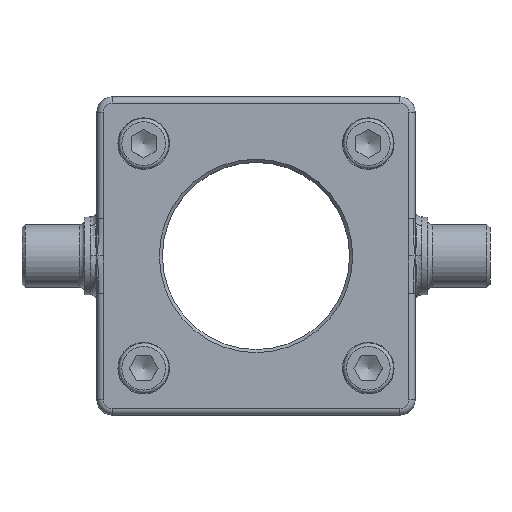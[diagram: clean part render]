
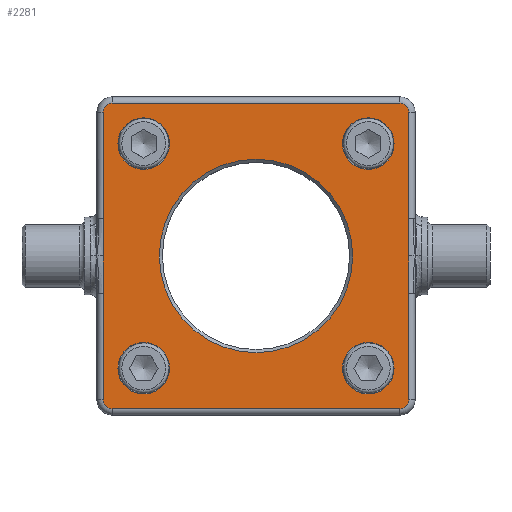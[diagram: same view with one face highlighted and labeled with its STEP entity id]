
A CAD part, top view. The second image highlights one B-rep face of the part: STEP entity #2281.
In plain terms, the highlighted planar face has unit normal (0, 0, 1).
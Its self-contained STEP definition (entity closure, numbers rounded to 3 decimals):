
#69=FACE_BOUND('',#334,.T.);
#70=FACE_BOUND('',#335,.T.);
#71=FACE_BOUND('',#336,.T.);
#72=FACE_BOUND('',#337,.T.);
#73=FACE_BOUND('',#338,.T.);
#87=PLANE('',#2446);
#199=FACE_OUTER_BOUND('',#333,.T.);
#333=EDGE_LOOP('',(#1543,#1544,#1545,#1546,#1547,#1548,#1549,#1550,#1551,
#1552,#1553,#1554,#1555,#1556));
#334=EDGE_LOOP('',(#1557,#1558));
#335=EDGE_LOOP('',(#1559,#1560));
#336=EDGE_LOOP('',(#1561,#1562));
#337=EDGE_LOOP('',(#1563,#1564));
#338=EDGE_LOOP('',(#1565));
#486=CIRCLE('',#2445,31.);
#487=CIRCLE('',#2447,3.);
#488=CIRCLE('',#2448,3.);
#489=CIRCLE('',#2449,3.);
#490=CIRCLE('',#2450,3.);
#491=CIRCLE('',#2451,8.25);
#492=CIRCLE('',#2452,8.25);
#493=CIRCLE('',#2453,8.25);
#494=CIRCLE('',#2454,8.25);
#495=CIRCLE('',#2455,8.25);
#496=CIRCLE('',#2456,8.25);
#497=CIRCLE('',#2457,8.25);
#498=CIRCLE('',#2458,8.25);
#615=LINE('',#3448,#732);
#616=LINE('',#3552,#733);
#617=LINE('',#5014,#734);
#618=LINE('',#5091,#735);
#636=LINE('',#5354,#753);
#637=LINE('',#5358,#754);
#638=LINE('',#5361,#755);
#639=LINE('',#5363,#756);
#640=LINE('',#5367,#757);
#641=LINE('',#5370,#758);
#732=VECTOR('',#2685,10.);
#733=VECTOR('',#2690,10.);
#734=VECTOR('',#2709,10.);
#735=VECTOR('',#2714,10.);
#753=VECTOR('',#2768,10.);
#754=VECTOR('',#2771,10.);
#755=VECTOR('',#2774,10.);
#756=VECTOR('',#2775,10.);
#757=VECTOR('',#2778,10.);
#758=VECTOR('',#2781,10.);
#886=VERTEX_POINT('',#3438);
#887=VERTEX_POINT('',#3447);
#889=VERTEX_POINT('',#3550);
#910=VERTEX_POINT('',#5004);
#911=VERTEX_POINT('',#5013);
#913=VERTEX_POINT('',#5089);
#948=VERTEX_POINT('',#5349);
#949=VERTEX_POINT('',#5353);
#950=VERTEX_POINT('',#5355);
#951=VERTEX_POINT('',#5357);
#952=VERTEX_POINT('',#5359);
#953=VERTEX_POINT('',#5362);
#954=VERTEX_POINT('',#5364);
#955=VERTEX_POINT('',#5366);
#956=VERTEX_POINT('',#5368);
#957=VERTEX_POINT('',#5371);
#958=VERTEX_POINT('',#5372);
#959=VERTEX_POINT('',#5375);
#960=VERTEX_POINT('',#5376);
#961=VERTEX_POINT('',#5379);
#962=VERTEX_POINT('',#5380);
#963=VERTEX_POINT('',#5383);
#964=VERTEX_POINT('',#5384);
#1113=EDGE_CURVE('',#886,#887,#615,.T.);
#1117=EDGE_CURVE('',#889,#886,#616,.T.);
#1147=EDGE_CURVE('',#910,#911,#617,.T.);
#1151=EDGE_CURVE('',#913,#910,#618,.T.);
#1189=EDGE_CURVE('',#948,#948,#486,.T.);
#1191=EDGE_CURVE('',#949,#889,#636,.T.);
#1192=EDGE_CURVE('',#950,#949,#487,.T.);
#1193=EDGE_CURVE('',#951,#950,#637,.T.);
#1194=EDGE_CURVE('',#952,#951,#488,.T.);
#1195=EDGE_CURVE('',#911,#952,#638,.T.);
#1196=EDGE_CURVE('',#953,#913,#639,.T.);
#1197=EDGE_CURVE('',#954,#953,#489,.T.);
#1198=EDGE_CURVE('',#955,#954,#640,.T.);
#1199=EDGE_CURVE('',#956,#955,#490,.T.);
#1200=EDGE_CURVE('',#887,#956,#641,.T.);
#1201=EDGE_CURVE('',#957,#958,#491,.T.);
#1202=EDGE_CURVE('',#958,#957,#492,.T.);
#1203=EDGE_CURVE('',#959,#960,#493,.T.);
#1204=EDGE_CURVE('',#960,#959,#494,.T.);
#1205=EDGE_CURVE('',#961,#962,#495,.T.);
#1206=EDGE_CURVE('',#962,#961,#496,.T.);
#1207=EDGE_CURVE('',#963,#964,#497,.T.);
#1208=EDGE_CURVE('',#964,#963,#498,.T.);
#1543=ORIENTED_EDGE('',*,*,#1117,.F.);
#1544=ORIENTED_EDGE('',*,*,#1191,.F.);
#1545=ORIENTED_EDGE('',*,*,#1192,.F.);
#1546=ORIENTED_EDGE('',*,*,#1193,.F.);
#1547=ORIENTED_EDGE('',*,*,#1194,.F.);
#1548=ORIENTED_EDGE('',*,*,#1195,.F.);
#1549=ORIENTED_EDGE('',*,*,#1147,.F.);
#1550=ORIENTED_EDGE('',*,*,#1151,.F.);
#1551=ORIENTED_EDGE('',*,*,#1196,.F.);
#1552=ORIENTED_EDGE('',*,*,#1197,.F.);
#1553=ORIENTED_EDGE('',*,*,#1198,.F.);
#1554=ORIENTED_EDGE('',*,*,#1199,.F.);
#1555=ORIENTED_EDGE('',*,*,#1200,.F.);
#1556=ORIENTED_EDGE('',*,*,#1113,.F.);
#1557=ORIENTED_EDGE('',*,*,#1201,.T.);
#1558=ORIENTED_EDGE('',*,*,#1202,.T.);
#1559=ORIENTED_EDGE('',*,*,#1203,.T.);
#1560=ORIENTED_EDGE('',*,*,#1204,.T.);
#1561=ORIENTED_EDGE('',*,*,#1205,.T.);
#1562=ORIENTED_EDGE('',*,*,#1206,.T.);
#1563=ORIENTED_EDGE('',*,*,#1207,.T.);
#1564=ORIENTED_EDGE('',*,*,#1208,.T.);
#1565=ORIENTED_EDGE('',*,*,#1189,.F.);
#2281=ADVANCED_FACE('',(#199,#69,#70,#71,#72,#73),#87,.T.);
#2445=AXIS2_PLACEMENT_3D('',#5350,#2763,#2764);
#2446=AXIS2_PLACEMENT_3D('',#5352,#2766,#2767);
#2447=AXIS2_PLACEMENT_3D('',#5356,#2769,#2770);
#2448=AXIS2_PLACEMENT_3D('',#5360,#2772,#2773);
#2449=AXIS2_PLACEMENT_3D('',#5365,#2776,#2777);
#2450=AXIS2_PLACEMENT_3D('',#5369,#2779,#2780);
#2451=AXIS2_PLACEMENT_3D('',#5373,#2782,#2783);
#2452=AXIS2_PLACEMENT_3D('',#5374,#2784,#2785);
#2453=AXIS2_PLACEMENT_3D('',#5377,#2786,#2787);
#2454=AXIS2_PLACEMENT_3D('',#5378,#2788,#2789);
#2455=AXIS2_PLACEMENT_3D('',#5381,#2790,#2791);
#2456=AXIS2_PLACEMENT_3D('',#5382,#2792,#2793);
#2457=AXIS2_PLACEMENT_3D('',#5385,#2794,#2795);
#2458=AXIS2_PLACEMENT_3D('',#5386,#2796,#2797);
#2685=DIRECTION('',(0.,1.,0.));
#2690=DIRECTION('',(0.,1.,0.));
#2709=DIRECTION('',(0.,-1.,0.));
#2714=DIRECTION('',(0.,-1.,0.));
#2763=DIRECTION('center_axis',(0.,0.,1.));
#2764=DIRECTION('ref_axis',(-1.,0.,0.));
#2766=DIRECTION('center_axis',(0.,0.,1.));
#2767=DIRECTION('ref_axis',(1.,0.,0.));
#2768=DIRECTION('',(0.,1.,0.));
#2769=DIRECTION('center_axis',(0.,0.,-1.));
#2770=DIRECTION('ref_axis',(-0.707,-0.707,0.));
#2771=DIRECTION('',(-1.,0.,0.));
#2772=DIRECTION('center_axis',(0.,0.,-1.));
#2773=DIRECTION('ref_axis',(0.707,-0.707,0.));
#2774=DIRECTION('',(0.,-1.,0.));
#2775=DIRECTION('',(0.,-1.,0.));
#2776=DIRECTION('center_axis',(0.,0.,-1.));
#2777=DIRECTION('ref_axis',(0.707,0.707,0.));
#2778=DIRECTION('',(1.,0.,0.));
#2779=DIRECTION('center_axis',(0.,0.,-1.));
#2780=DIRECTION('ref_axis',(-0.707,0.707,0.));
#2781=DIRECTION('',(0.,1.,0.));
#2782=DIRECTION('center_axis',(0.,0.,-1.));
#2783=DIRECTION('ref_axis',(1.,0.,0.));
#2784=DIRECTION('center_axis',(0.,0.,-1.));
#2785=DIRECTION('ref_axis',(1.,0.,0.));
#2786=DIRECTION('center_axis',(0.,0.,-1.));
#2787=DIRECTION('ref_axis',(1.,0.,0.));
#2788=DIRECTION('center_axis',(0.,0.,-1.));
#2789=DIRECTION('ref_axis',(1.,0.,0.));
#2790=DIRECTION('center_axis',(0.,0.,-1.));
#2791=DIRECTION('ref_axis',(1.,0.,0.));
#2792=DIRECTION('center_axis',(0.,0.,-1.));
#2793=DIRECTION('ref_axis',(1.,0.,0.));
#2794=DIRECTION('center_axis',(0.,0.,-1.));
#2795=DIRECTION('ref_axis',(1.,0.,0.));
#2796=DIRECTION('center_axis',(0.,0.,-1.));
#2797=DIRECTION('ref_axis',(1.,0.,0.));
#3438=CARTESIAN_POINT('',(-49.,0.,24.));
#3447=CARTESIAN_POINT('',(-49.,12.,24.));
#3448=CARTESIAN_POINT('',(-49.,0.,24.));
#3550=CARTESIAN_POINT('',(-49.,-12.,24.));
#3552=CARTESIAN_POINT('',(-49.,0.,24.));
#5004=CARTESIAN_POINT('',(49.,0.,24.));
#5013=CARTESIAN_POINT('',(49.,-12.,24.));
#5014=CARTESIAN_POINT('',(49.,0.,24.));
#5089=CARTESIAN_POINT('',(49.,12.,24.));
#5091=CARTESIAN_POINT('',(49.,0.,24.));
#5349=CARTESIAN_POINT('',(31.,0.,24.));
#5350=CARTESIAN_POINT('Origin',(0.,0.,
24.));
#5352=CARTESIAN_POINT('Origin',(0.,0.,
24.));
#5353=CARTESIAN_POINT('',(-49.,-46.,24.));
#5354=CARTESIAN_POINT('',(-49.,-25.5,24.));
#5355=CARTESIAN_POINT('',(-46.,-49.,24.));
#5356=CARTESIAN_POINT('Origin',(-46.,-46.,24.));
#5357=CARTESIAN_POINT('',(46.,-49.,24.));
#5358=CARTESIAN_POINT('',(25.5,-49.,24.));
#5359=CARTESIAN_POINT('',(49.,-46.,24.));
#5360=CARTESIAN_POINT('Origin',(46.,-46.,24.));
#5361=CARTESIAN_POINT('',(49.,25.5,24.));
#5362=CARTESIAN_POINT('',(49.,46.,24.));
#5363=CARTESIAN_POINT('',(49.,25.5,24.));
#5364=CARTESIAN_POINT('',(46.,49.,24.));
#5365=CARTESIAN_POINT('Origin',(46.,46.,24.));
#5366=CARTESIAN_POINT('',(-46.,49.,24.));
#5367=CARTESIAN_POINT('',(-25.5,49.,24.));
#5368=CARTESIAN_POINT('',(-49.,46.,24.));
#5369=CARTESIAN_POINT('Origin',(-46.,46.,24.));
#5370=CARTESIAN_POINT('',(-49.,-25.5,24.));
#5371=CARTESIAN_POINT('',(44.25,-36.,24.));
#5372=CARTESIAN_POINT('',(27.75,-36.,24.));
#5373=CARTESIAN_POINT('Origin',(36.,-36.,24.));
#5374=CARTESIAN_POINT('Origin',(36.,-36.,24.));
#5375=CARTESIAN_POINT('',(-27.75,36.,24.));
#5376=CARTESIAN_POINT('',(-44.25,36.,24.));
#5377=CARTESIAN_POINT('Origin',(-36.,36.,24.));
#5378=CARTESIAN_POINT('Origin',(-36.,36.,24.));
#5379=CARTESIAN_POINT('',(-27.75,-36.,24.));
#5380=CARTESIAN_POINT('',(-44.25,-36.,24.));
#5381=CARTESIAN_POINT('Origin',(-36.,-36.,24.));
#5382=CARTESIAN_POINT('Origin',(-36.,-36.,24.));
#5383=CARTESIAN_POINT('',(44.25,36.,24.));
#5384=CARTESIAN_POINT('',(27.75,36.,24.));
#5385=CARTESIAN_POINT('Origin',(36.,36.,24.));
#5386=CARTESIAN_POINT('Origin',(36.,36.,24.));
